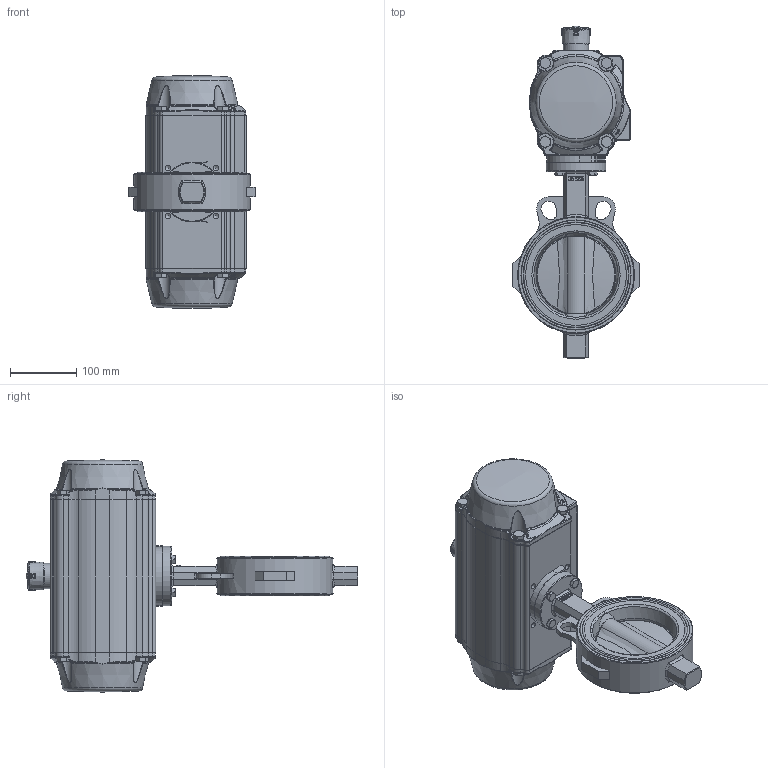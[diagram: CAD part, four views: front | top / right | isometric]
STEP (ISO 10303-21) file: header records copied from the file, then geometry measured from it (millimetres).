
FILE_DESCRIPTION(/* description */ ('Unknown','CAx-IF Rec.Pracs.---Representation and Presentation of Product Manufacturing Information (PMI)---4.0---2014-10-13','CAx-IF Rec.Pracs.---3D Tessellated Geometry---0.4---2014-09-14','2;1'),/* implementation_level */ '2;1');
FILE_NAME(/* name */ 'FR06 5400-13',/* time_stamp */ '2023-11-28T13:43:53+01:00',/* author */ ('Unknown'),/* organization */ ('Unknown'),/* preprocessor_version */ 'ST-DEVELOPER v18.102',/* originating_system */ 'Solid Edge',/* authorisation */ 'Unknown');
FILE_SCHEMA (('AP242_MANAGED_MODEL_BASED_3D_ENGINEERING_MIM_LF { 1 0 10303 442 1 1 4 }'));
Products named in the file (18): FR065400-13; 5.400.125; bushing1; shaft2; disc; seat; 5.400.125_Körper; 5.400.125_Spindel; Raster DN40- DN150; DW07_FR06_(DW333_FR248); KP-125; ָʾ; 硌尨釱; 硌尨梓尨_酴伎; 指示标示(黄色）_红色; cup head nib bolts with large head gb_GB_FASTENER_BOLT_CHNBW M6X25-N; hexagon head bolts--product grade c gb_GB_FASTENER_BOLT_HHBC M10X45-N; DIN 933 M8x40 A2-70 BLK_EDST
Assembly tree (30 placements, depth 4):
  FR065400-13
    5.400.125
      bushing1  x2
      shaft2
      disc
      seat
      5.400.125_Körper
      5.400.125_Spindel
    Raster DN40- DN150
    DW07_FR06_(DW333_FR248)
      KP-125
      ָʾ
        硌尨釱
        硌尨梓尨_酴伎  x2
        指示标示(黄色）_红色  x2
      cup head nib bolts with large head gb_GB_FASTENER_BOLT_CHNBW M6X25-N
      hexagon head bolts--product grade c gb_GB_FASTENER_BOLT_HHBC M10X45-N  x8
    DIN 933 M8x40 A2-70 BLK_EDST  x4
Bounding box: 190 x 500.4 x 349.9 mm (x, y, z)
Volume: 7662204.1 mm3; surface area: 567258.4 mm2
Topology: 27 solids, 27 shells, 1759 faces, 4221 edges, 2568 vertices
Faces by surface type: plane 626, cylinder 429, bspline 341, cone 178, torus 166, sphere 19
Full cylindrical faces by diameter (mm): 3 x16, 3.3 x8, 4.2 x8, 4.66 x1, 5 x2, 6 x1, 6.2 x1, 6.8 x12, 8 x4, 8.5 x12, 10 x12, 11.8 x2, 13 x5, 15 x1, 18 x2, 18.92 x3, 19.2 x3, 23.8 x4, 23.88 x2, 30 x2, 30.86 x1, 31.6 x1, 32 x1, 38 x1, 38.5 x1, 52.79 x2, 90 x1, 132.5 x2, 132.6 x2, 152 x4
Entity records: 58243 total; most frequent: CARTESIAN_POINT 25042, ORIENTED_EDGE 6430, DIRECTION 5947, EDGE_CURVE 3215, AXIS2_PLACEMENT_3D 2328, VERTEX_POINT 2082, FACE_BOUND 1725, EDGE_LOOP 1700
